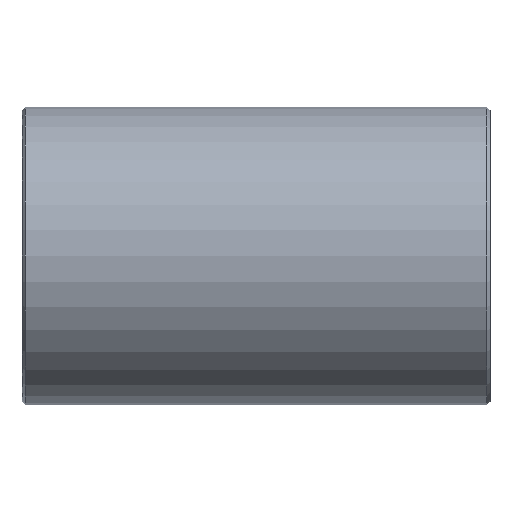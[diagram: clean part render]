
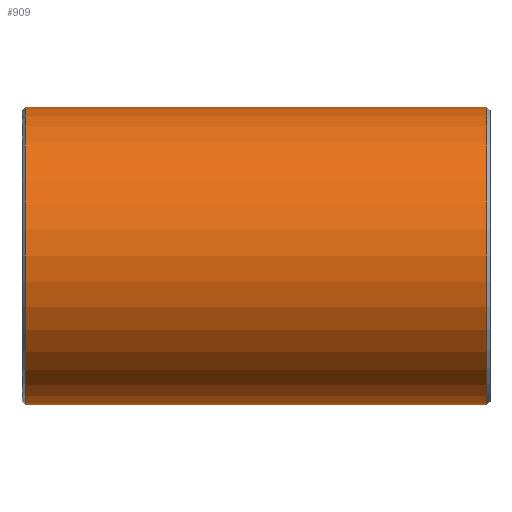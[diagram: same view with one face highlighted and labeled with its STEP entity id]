
A CAD part, front view. The second image highlights one B-rep face of the part: STEP entity #909.
In plain terms, the highlighted cylindrical face has radius 177.8 mm (diameter 355.6 mm), a partial arc.
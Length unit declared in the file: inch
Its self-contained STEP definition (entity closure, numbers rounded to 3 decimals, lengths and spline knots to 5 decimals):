
#1 = CYLINDRICAL_SURFACE ( 'NONE', #465, 7. ) ;
#21 = LINE ( 'NONE', #627, #896 ) ;
#38 = DIRECTION ( 'NONE',  ( -1., 0., 0. ) ) ;
#43 = VERTEX_POINT ( 'NONE', #425 ) ;
#62 = DIRECTION ( 'NONE',  ( 0., 0., 1. ) ) ;
#125 = CARTESIAN_POINT ( 'NONE',  ( 10.854, 0., -7. ) ) ;
#136 = EDGE_CURVE ( 'NONE', #43, #931, #696, .T. ) ;
#140 = CARTESIAN_POINT ( 'NONE',  ( -10.854, 0., -7. ) ) ;
#141 = AXIS2_PLACEMENT_3D ( 'NONE', #865, #631, #641 ) ;
#148 = ORIENTED_EDGE ( 'NONE', *, *, #525, .F. ) ;
#162 = ORIENTED_EDGE ( 'NONE', *, *, #136, .T. ) ;
#173 = VECTOR ( 'NONE', #38, 39.37008 ) ;
#226 = CARTESIAN_POINT ( 'NONE',  ( -10.854, 0., 7. ) ) ;
#270 = VERTEX_POINT ( 'NONE', #140 ) ;
#273 = DIRECTION ( 'NONE',  ( -1., 0., 0. ) ) ;
#425 = CARTESIAN_POINT ( 'NONE',  ( 10.854, 0., 7. ) ) ;
#461 = DIRECTION ( 'NONE',  ( -1., 0., 0. ) ) ;
#465 = AXIS2_PLACEMENT_3D ( 'NONE', #512, #949, #62 ) ;
#501 = ORIENTED_EDGE ( 'NONE', *, *, #839, .T. ) ;
#512 = CARTESIAN_POINT ( 'NONE',  ( 11., 0., 0. ) ) ;
#524 = CIRCLE ( 'NONE', #141, 7. ) ;
#525 = EDGE_CURVE ( 'NONE', #733, #270, #21, .T. ) ;
#576 = DIRECTION ( 'NONE',  ( 0., 0., -1. ) ) ;
#597 = AXIS2_PLACEMENT_3D ( 'NONE', #939, #273, #576 ) ;
#627 = CARTESIAN_POINT ( 'NONE',  ( 11., 0., -7. ) ) ;
#631 = DIRECTION ( 'NONE',  ( 1., 0., 0. ) ) ;
#641 = DIRECTION ( 'NONE',  ( 0., 0., 1. ) ) ;
#644 = EDGE_CURVE ( 'NONE', #931, #270, #524, .T. ) ;
#693 = CARTESIAN_POINT ( 'NONE',  ( 11., 0., 7. ) ) ;
#696 = LINE ( 'NONE', #693, #173 ) ;
#733 = VERTEX_POINT ( 'NONE', #125 ) ;
#808 = FACE_OUTER_BOUND ( 'NONE', #871, .T. ) ;
#839 = EDGE_CURVE ( 'NONE', #733, #43, #886, .T. ) ;
#865 = CARTESIAN_POINT ( 'NONE',  ( -10.854, 0., 0. ) ) ;
#871 = EDGE_LOOP ( 'NONE', ( #148, #501, #162, #918 ) ) ;
#886 = CIRCLE ( 'NONE', #597, 7. ) ;
#896 = VECTOR ( 'NONE', #461, 39.37008 ) ;
#909 = ADVANCED_FACE ( 'NONE', ( #808 ), #1, .T. ) ;
#918 = ORIENTED_EDGE ( 'NONE', *, *, #644, .T. ) ;
#931 = VERTEX_POINT ( 'NONE', #226 ) ;
#939 = CARTESIAN_POINT ( 'NONE',  ( 10.854, 0., 0. ) ) ;
#949 = DIRECTION ( 'NONE',  ( -1., 0., 0. ) ) ;
